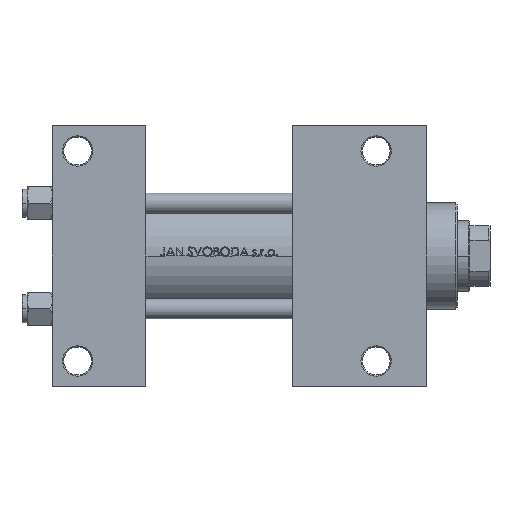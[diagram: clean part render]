
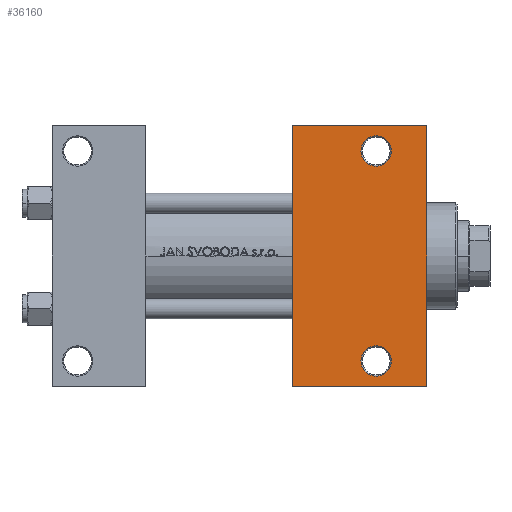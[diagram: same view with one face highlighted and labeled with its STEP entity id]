
A CAD part, front view. The second image highlights one B-rep face of the part: STEP entity #36160.
In plain terms, the highlighted face is planar.
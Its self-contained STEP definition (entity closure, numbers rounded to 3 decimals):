
#27 = EDGE_CURVE ( 'NONE', #33286, #5315, #14824, .T. ) ;
#36 = DIRECTION ( 'NONE',  ( 0., 0., 1. ) ) ;
#583 = CARTESIAN_POINT ( 'NONE',  ( 122., 41.5, -30. ) ) ;
#746 = DIRECTION ( 'NONE',  ( 0., 1., 0. ) ) ;
#786 = CARTESIAN_POINT ( 'NONE',  ( 128., 41.5, -30. ) ) ;
#2302 = DIRECTION ( 'NONE',  ( 0., 1., 0. ) ) ;
#2546 = DIRECTION ( 'NONE',  ( 0., 0., 1. ) ) ;
#2692 = CARTESIAN_POINT ( 'NONE',  ( 95., -51.5, -30. ) ) ;
#4052 = EDGE_CURVE ( 'NONE', #18486, #13486, #41496, .T. ) ;
#4179 = ORIENTED_EDGE ( 'NONE', *, *, #4052, .T. ) ;
#4462 = CARTESIAN_POINT ( 'NONE',  ( 128., -41.5, -30. ) ) ;
#4534 = PLANE ( 'NONE',  #12576 ) ;
#5315 = VERTEX_POINT ( 'NONE', #13755 ) ;
#6720 = ORIENTED_EDGE ( 'NONE', *, *, #33664, .T. ) ;
#9178 = CARTESIAN_POINT ( 'NONE',  ( 95., 30., -30. ) ) ;
#9618 = CARTESIAN_POINT ( 'NONE',  ( 134., -41.5, -30. ) ) ;
#9779 = CARTESIAN_POINT ( 'NONE',  ( 134., 41.5, -30. ) ) ;
#10763 = CIRCLE ( 'NONE', #22828, 6. ) ;
#11516 = DIRECTION ( 'NONE',  ( 0., 1., 0. ) ) ;
#12576 = AXIS2_PLACEMENT_3D ( 'NONE', #35217, #26932, #746 ) ;
#13486 = VERTEX_POINT ( 'NONE', #9779 ) ;
#13755 = CARTESIAN_POINT ( 'NONE',  ( 122., -41.5, -30. ) ) ;
#14256 = LINE ( 'NONE', #2692, #46222 ) ;
#14424 = LINE ( 'NONE', #18219, #42115 ) ;
#14824 = CIRCLE ( 'NONE', #42925, 6. ) ;
#14912 = VERTEX_POINT ( 'NONE', #46440 ) ;
#15345 = FACE_OUTER_BOUND ( 'NONE', #31506, .T. ) ;
#15541 = LINE ( 'NONE', #9178, #25273 ) ;
#17236 = DIRECTION ( 'NONE',  ( 0., -1., 0. ) ) ;
#18219 = CARTESIAN_POINT ( 'NONE',  ( 148., 30., -30. ) ) ;
#18486 = VERTEX_POINT ( 'NONE', #583 ) ;
#19390 = DIRECTION ( 'NONE',  ( 0., 1., 0. ) ) ;
#19765 = CIRCLE ( 'NONE', #43051, 6. ) ;
#20020 = LINE ( 'NONE', #35362, #21156 ) ;
#21156 = VECTOR ( 'NONE', #43390, 1000. ) ;
#22489 = VERTEX_POINT ( 'NONE', #30621 ) ;
#22828 = AXIS2_PLACEMENT_3D ( 'NONE', #34987, #36, #19390 ) ;
#23365 = ORIENTED_EDGE ( 'NONE', *, *, #47783, .F. ) ;
#24194 = ORIENTED_EDGE ( 'NONE', *, *, #27, .T. ) ;
#24801 = EDGE_LOOP ( 'NONE', ( #43378, #24194 ) ) ;
#25273 = VECTOR ( 'NONE', #17236, 1000. ) ;
#25638 = DIRECTION ( 'NONE',  ( 0., 1., 0. ) ) ;
#25833 = DIRECTION ( 'NONE',  ( -1., 0., 0. ) ) ;
#25929 = EDGE_CURVE ( 'NONE', #27499, #22489, #14424, .T. ) ;
#26932 = DIRECTION ( 'NONE',  ( 0., 0., -1. ) ) ;
#27499 = VERTEX_POINT ( 'NONE', #33696 ) ;
#29288 = ORIENTED_EDGE ( 'NONE', *, *, #32577, .T. ) ;
#29874 = VERTEX_POINT ( 'NONE', #36652 ) ;
#30621 = CARTESIAN_POINT ( 'NONE',  ( 148., -51.5, -30. ) ) ;
#31506 = EDGE_LOOP ( 'NONE', ( #23365, #38139, #39361, #29288 ) ) ;
#32577 = EDGE_CURVE ( 'NONE', #22489, #29874, #14256, .T. ) ;
#33286 = VERTEX_POINT ( 'NONE', #9618 ) ;
#33461 = AXIS2_PLACEMENT_3D ( 'NONE', #48019, #47765, #25638 ) ;
#33664 = EDGE_CURVE ( 'NONE', #13486, #18486, #19765, .T. ) ;
#33696 = CARTESIAN_POINT ( 'NONE',  ( 148., 51.5, -30. ) ) ;
#34973 = FACE_BOUND ( 'NONE', #24801, .T. ) ;
#34987 = CARTESIAN_POINT ( 'NONE',  ( 128., -41.5, -30. ) ) ;
#35217 = CARTESIAN_POINT ( 'NONE',  ( 148., 30., -30. ) ) ;
#35362 = CARTESIAN_POINT ( 'NONE',  ( 95., 51.5, -30. ) ) ;
#36160 = ADVANCED_FACE ( 'NONE', ( #42504, #34973, #15345 ), #4534, .T. ) ;
#36652 = CARTESIAN_POINT ( 'NONE',  ( 95., -51.5, -30. ) ) ;
#38139 = ORIENTED_EDGE ( 'NONE', *, *, #44380, .T. ) ;
#39361 = ORIENTED_EDGE ( 'NONE', *, *, #25929, .T. ) ;
#41496 = CIRCLE ( 'NONE', #33461, 6. ) ;
#42115 = VECTOR ( 'NONE', #45357, 1000. ) ;
#42504 = FACE_BOUND ( 'NONE', #48107, .T. ) ;
#42925 = AXIS2_PLACEMENT_3D ( 'NONE', #4462, #46451, #11516 ) ;
#43051 = AXIS2_PLACEMENT_3D ( 'NONE', #786, #2546, #2302 ) ;
#43378 = ORIENTED_EDGE ( 'NONE', *, *, #46177, .T. ) ;
#43390 = DIRECTION ( 'NONE',  ( 1., 0., 0. ) ) ;
#44380 = EDGE_CURVE ( 'NONE', #14912, #27499, #20020, .T. ) ;
#45357 = DIRECTION ( 'NONE',  ( 0., -1., 0. ) ) ;
#46177 = EDGE_CURVE ( 'NONE', #5315, #33286, #10763, .T. ) ;
#46222 = VECTOR ( 'NONE', #25833, 1000. ) ;
#46440 = CARTESIAN_POINT ( 'NONE',  ( 95., 51.5, -30. ) ) ;
#46451 = DIRECTION ( 'NONE',  ( 0., 0., 1. ) ) ;
#47765 = DIRECTION ( 'NONE',  ( 0., 0., 1. ) ) ;
#47783 = EDGE_CURVE ( 'NONE', #14912, #29874, #15541, .T. ) ;
#48019 = CARTESIAN_POINT ( 'NONE',  ( 128., 41.5, -30. ) ) ;
#48107 = EDGE_LOOP ( 'NONE', ( #4179, #6720 ) ) ;
